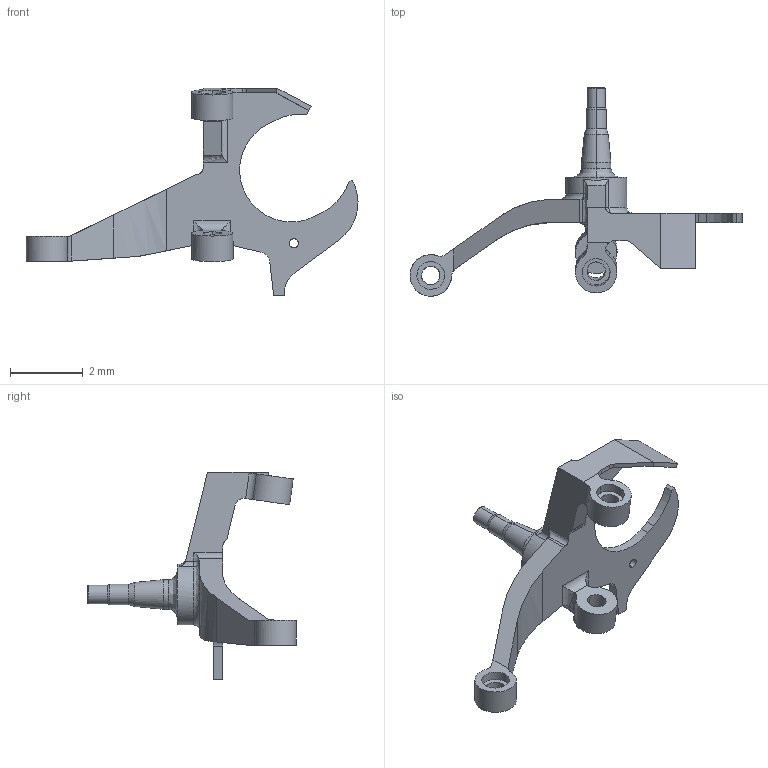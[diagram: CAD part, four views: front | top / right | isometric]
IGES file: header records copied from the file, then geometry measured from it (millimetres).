
Start section: ANSYS Analysis
Global section: file name: axle.igs; native system: ANSYS; preprocessor:   9.0      UP20041104; date: 001124.124530
Bounding box: 9.13 x 5.73 x 5.72 mm (x, y, z)
Volume: 11.9 mm3; surface area: 75.6 mm2
Topology: 1 solids, 1 shells, 117 faces, 307 edges, 196 vertices
Faces by surface type: bspline 117
